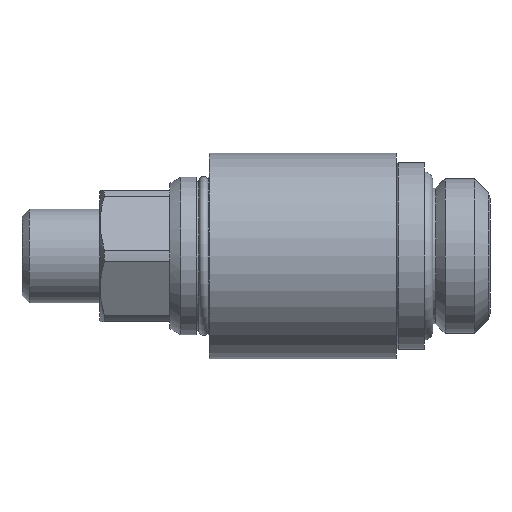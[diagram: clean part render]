
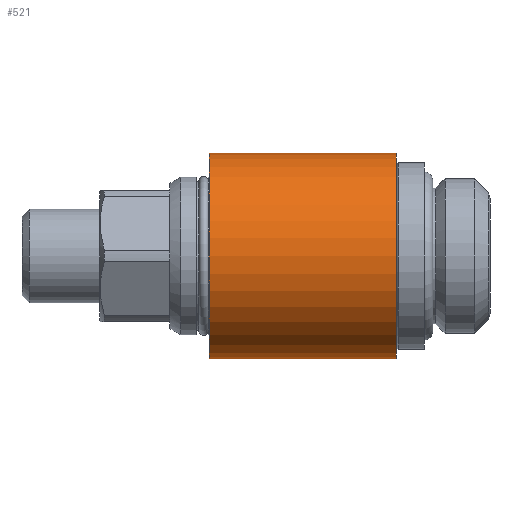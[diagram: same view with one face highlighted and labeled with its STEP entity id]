
A CAD part, left-side view. The second image highlights one B-rep face of the part: STEP entity #521.
In plain terms, the highlighted cylindrical face has radius 11 mm (diameter 22 mm), a partial arc.
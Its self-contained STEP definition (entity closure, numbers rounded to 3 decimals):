
#12 = EDGE_LOOP ( 'NONE', ( #2143, #2097, #395, #391 ) ) ;
#109 = EDGE_CURVE ( 'NONE', #182, #3820, #3411, .T. ) ;
#122 = EDGE_CURVE ( 'NONE', #3874, #3923, #3605, .T. ) ;
#182 = VERTEX_POINT ( 'NONE', #734 ) ;
#391 = ORIENTED_EDGE ( 'NONE', *, *, #109, .T. ) ;
#395 = ORIENTED_EDGE ( 'NONE', *, *, #441, .T. ) ;
#441 = EDGE_CURVE ( 'NONE', #3923, #182, #710, .T. ) ;
#451 = EDGE_CURVE ( 'NONE', #3874, #3820, #1526, .T. ) ;
#521 = ADVANCED_FACE ( 'NONE', ( #2203 ), #2205, .T. ) ;
#597 = CARTESIAN_POINT ( 'NONE',  ( 0., 10.3, 0. ) ) ;
#649 = DIRECTION ( 'NONE',  ( -1., 0., 0. ) ) ;
#710 = LINE ( 'NONE', #901, #3678 ) ;
#734 = CARTESIAN_POINT ( 'NONE',  ( 0., 30.3, 11. ) ) ;
#811 = DIRECTION ( 'NONE',  ( 1., 0., 0. ) ) ;
#813 = DIRECTION ( 'NONE',  ( 0., 1., 0. ) ) ;
#820 = DIRECTION ( 'NONE',  ( 0., -1., 0. ) ) ;
#901 = CARTESIAN_POINT ( 'NONE',  ( 0., 33.886, 11. ) ) ;
#947 = CARTESIAN_POINT ( 'NONE',  ( 0., 30.3, 0. ) ) ;
#948 = DIRECTION ( 'NONE',  ( 0., 1., 0. ) ) ;
#1526 = LINE ( 'NONE', #1527, #3593 ) ;
#1527 = CARTESIAN_POINT ( 'NONE',  ( 0., 33.886, -11. ) ) ;
#1528 = DIRECTION ( 'NONE',  ( 0., 1., 0. ) ) ;
#2097 = ORIENTED_EDGE ( 'NONE', *, *, #122, .T. ) ;
#2143 = ORIENTED_EDGE ( 'NONE', *, *, #451, .F. ) ;
#2200 = DIRECTION ( 'NONE',  ( 0., 1., 0. ) ) ;
#2203 = FACE_OUTER_BOUND ( 'NONE', #12, .T. ) ;
#2204 = CARTESIAN_POINT ( 'NONE',  ( 0., 33.886, 0. ) ) ;
#2205 = CYLINDRICAL_SURFACE ( 'NONE', #3507, 11. ) ;
#2206 = DIRECTION ( 'NONE',  ( 0., 0., 1. ) ) ;
#2926 = CARTESIAN_POINT ( 'NONE',  ( 0., 30.3, -11. ) ) ;
#3030 = CARTESIAN_POINT ( 'NONE',  ( 0., 10.3, -11. ) ) ;
#3065 = CARTESIAN_POINT ( 'NONE',  ( 0., 10.3, 11. ) ) ;
#3386 = AXIS2_PLACEMENT_3D ( 'NONE', #947, #820, #811 ) ;
#3411 = CIRCLE ( 'NONE', #3386, 11. ) ;
#3498 = AXIS2_PLACEMENT_3D ( 'NONE', #597, #948, #649 ) ;
#3507 = AXIS2_PLACEMENT_3D ( 'NONE', #2204, #2200, #2206 ) ;
#3593 = VECTOR ( 'NONE', #1528, 1000. ) ;
#3605 = CIRCLE ( 'NONE', #3498, 11. ) ;
#3678 = VECTOR ( 'NONE', #813, 1000. ) ;
#3820 = VERTEX_POINT ( 'NONE', #2926 ) ;
#3874 = VERTEX_POINT ( 'NONE', #3030 ) ;
#3923 = VERTEX_POINT ( 'NONE', #3065 ) ;
